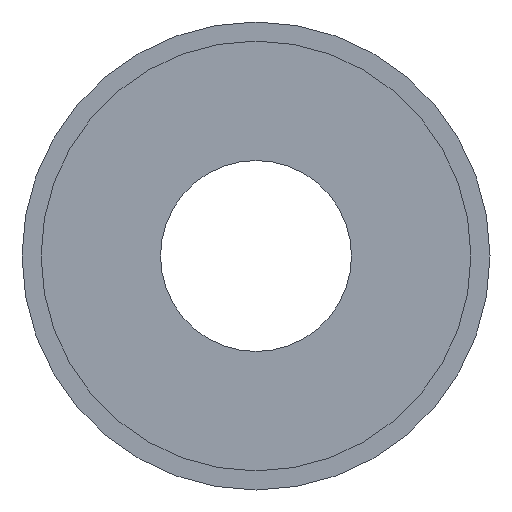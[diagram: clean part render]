
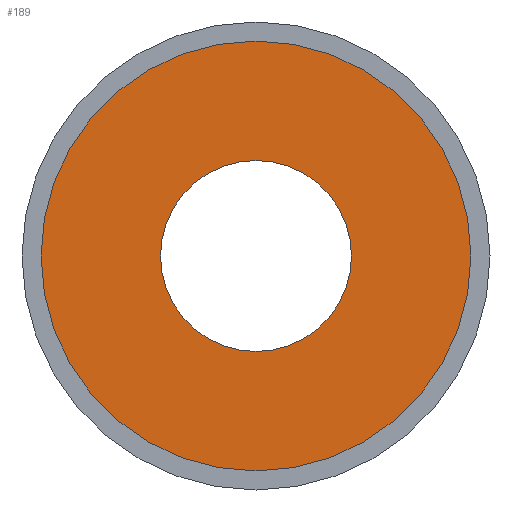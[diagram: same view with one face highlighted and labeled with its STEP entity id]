
A CAD part, front view. The second image highlights one B-rep face of the part: STEP entity #189.
In plain terms, the highlighted planar face has unit normal (0, -1, 0).
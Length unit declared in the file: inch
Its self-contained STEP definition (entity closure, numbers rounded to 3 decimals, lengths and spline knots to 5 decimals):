
#2 = EDGE_CURVE ( 'NONE', #94, #245, #147, .T. ) ;
#11 = CARTESIAN_POINT ( 'NONE',  ( 0., 0., 0. ) ) ;
#12 = VERTEX_POINT ( 'NONE', #78 ) ;
#16 = FACE_OUTER_BOUND ( 'NONE', #59, .T. ) ;
#25 = CIRCLE ( 'NONE', #267, 0.5625 ) ;
#27 = FACE_BOUND ( 'NONE', #133, .T. ) ;
#30 = CARTESIAN_POINT ( 'NONE',  ( 0., 0., 0. ) ) ;
#31 = DIRECTION ( 'NONE',  ( 0., 0., 1. ) ) ;
#59 = EDGE_LOOP ( 'NONE', ( #127, #213 ) ) ;
#71 = CARTESIAN_POINT ( 'NONE',  ( 0., 0., 0. ) ) ;
#72 = EDGE_CURVE ( 'NONE', #12, #164, #76, .T. ) ;
#76 = CIRCLE ( 'NONE', #154, 0.25 ) ;
#78 = CARTESIAN_POINT ( 'NONE',  ( 0., 0., -0.25 ) ) ;
#88 = EDGE_CURVE ( 'NONE', #164, #12, #266, .T. ) ;
#94 = VERTEX_POINT ( 'NONE', #212 ) ;
#97 = DIRECTION ( 'NONE',  ( 0., 1., 0. ) ) ;
#110 = ORIENTED_EDGE ( 'NONE', *, *, #88, .T. ) ;
#117 = DIRECTION ( 'NONE',  ( 0., 0., 1. ) ) ;
#127 = ORIENTED_EDGE ( 'NONE', *, *, #286, .F. ) ;
#133 = EDGE_LOOP ( 'NONE', ( #110, #165 ) ) ;
#147 = CIRCLE ( 'NONE', #193, 0.5625 ) ;
#154 = AXIS2_PLACEMENT_3D ( 'NONE', #30, #238, #167 ) ;
#164 = VERTEX_POINT ( 'NONE', #173 ) ;
#165 = ORIENTED_EDGE ( 'NONE', *, *, #72, .T. ) ;
#167 = DIRECTION ( 'NONE',  ( 0., 0., 1. ) ) ;
#173 = CARTESIAN_POINT ( 'NONE',  ( 0., 0., 0.25 ) ) ;
#177 = CARTESIAN_POINT ( 'NONE',  ( 0., 0., 0. ) ) ;
#189 = ADVANCED_FACE ( 'NONE', ( #27, #16 ), #303, .F. ) ;
#193 = AXIS2_PLACEMENT_3D ( 'NONE', #11, #259, #239 ) ;
#206 = CARTESIAN_POINT ( 'NONE',  ( 0., 0., -0.5625 ) ) ;
#207 = DIRECTION ( 'NONE',  ( 0., 1., 0. ) ) ;
#212 = CARTESIAN_POINT ( 'NONE',  ( 0., 0., 0.5625 ) ) ;
#213 = ORIENTED_EDGE ( 'NONE', *, *, #2, .F. ) ;
#222 = AXIS2_PLACEMENT_3D ( 'NONE', #177, #241, #301 ) ;
#226 = AXIS2_PLACEMENT_3D ( 'NONE', #234, #97, #31 ) ;
#234 = CARTESIAN_POINT ( 'NONE',  ( 0., 0., 0. ) ) ;
#238 = DIRECTION ( 'NONE',  ( 0., 1., 0. ) ) ;
#239 = DIRECTION ( 'NONE',  ( 0., 0., 1. ) ) ;
#241 = DIRECTION ( 'NONE',  ( 0., 1., 0. ) ) ;
#245 = VERTEX_POINT ( 'NONE', #206 ) ;
#259 = DIRECTION ( 'NONE',  ( 0., 1., 0. ) ) ;
#266 = CIRCLE ( 'NONE', #226, 0.25 ) ;
#267 = AXIS2_PLACEMENT_3D ( 'NONE', #71, #207, #117 ) ;
#286 = EDGE_CURVE ( 'NONE', #245, #94, #25, .T. ) ;
#301 = DIRECTION ( 'NONE',  ( 0., 0., 1. ) ) ;
#303 = PLANE ( 'NONE',  #222 ) ;
